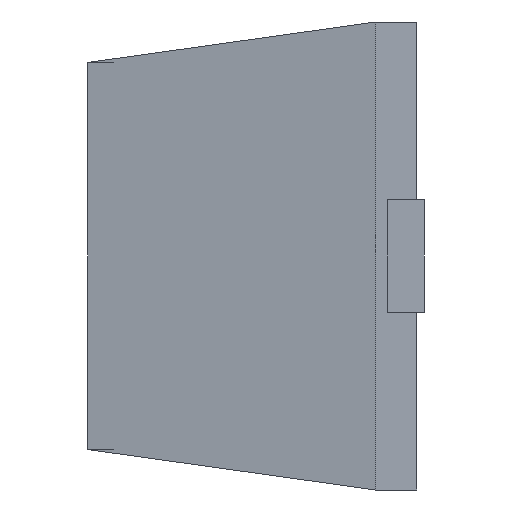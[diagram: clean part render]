
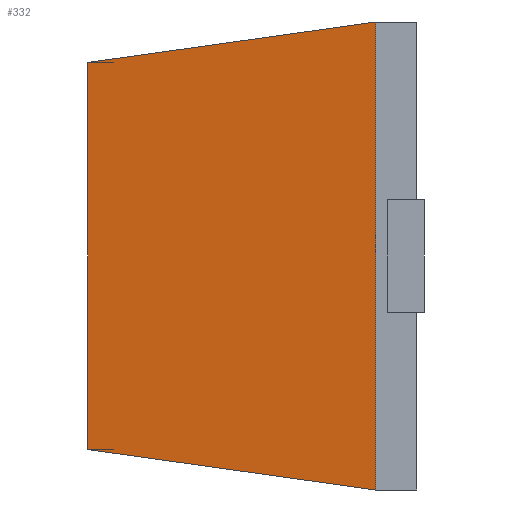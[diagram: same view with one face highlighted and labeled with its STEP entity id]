
A CAD part, left-side view. The second image highlights one B-rep face of the part: STEP entity #332.
In plain terms, the highlighted planar face has unit normal (-0.99, 0.139, 0).
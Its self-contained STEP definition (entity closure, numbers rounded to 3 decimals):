
#40 = VERTEX_POINT ( 'NONE', #145 ) ;
#91 = DIRECTION ( 'NONE',  ( -0.139, -0.99, 0. ) ) ;
#102 = CARTESIAN_POINT ( 'NONE',  ( -0.85, 0.13, 0.625 ) ) ;
#103 = ORIENTED_EDGE ( 'NONE', *, *, #728, .T. ) ;
#145 = CARTESIAN_POINT ( 'NONE',  ( -0.742, 0.9, 0.517 ) ) ;
#154 = CARTESIAN_POINT ( 'NONE',  ( -0.85, 0.13, 0.625 ) ) ;
#168 = DIRECTION ( 'NONE',  ( 0., 0., 1. ) ) ;
#185 = CARTESIAN_POINT ( 'NONE',  ( -0.85, 0.13, -0.625 ) ) ;
#202 = ORIENTED_EDGE ( 'NONE', *, *, #439, .T. ) ;
#238 = VECTOR ( 'NONE', #995, 1000. ) ;
#260 = CARTESIAN_POINT ( 'NONE',  ( -0.742, 0.9, -0.625 ) ) ;
#287 = DIRECTION ( 'NONE',  ( -0.138, -0.981, 0.138 ) ) ;
#325 = CARTESIAN_POINT ( 'NONE',  ( -0.85, 0.13, -0.625 ) ) ;
#331 = LINE ( 'NONE', #325, #238 ) ;
#332 = ADVANCED_FACE ( 'NONE', ( #363 ), #710, .T. ) ;
#347 = CARTESIAN_POINT ( 'NONE',  ( -0.85, 0.13, 0.625 ) ) ;
#363 = FACE_OUTER_BOUND ( 'NONE', #393, .T. ) ;
#376 = VERTEX_POINT ( 'NONE', #1178 ) ;
#393 = EDGE_LOOP ( 'NONE', ( #526, #202, #103, #801 ) ) ;
#439 = EDGE_CURVE ( 'NONE', #668, #376, #331, .T. ) ;
#497 = VECTOR ( 'NONE', #707, 1000. ) ;
#519 = LINE ( 'NONE', #260, #497 ) ;
#526 = ORIENTED_EDGE ( 'NONE', *, *, #712, .F. ) ;
#538 = DIRECTION ( 'NONE',  ( -0.99, 0.139, 0. ) ) ;
#554 = LINE ( 'NONE', #102, #860 ) ;
#604 = CARTESIAN_POINT ( 'NONE',  ( -0.742, 0.9, -0.517 ) ) ;
#668 = VERTEX_POINT ( 'NONE', #604 ) ;
#707 = DIRECTION ( 'NONE',  ( 0., 0., 1. ) ) ;
#710 = PLANE ( 'NONE',  #846 ) ;
#712 = EDGE_CURVE ( 'NONE', #668, #40, #519, .T. ) ;
#728 = EDGE_CURVE ( 'NONE', #376, #848, #1164, .T. ) ;
#801 = ORIENTED_EDGE ( 'NONE', *, *, #996, .F. ) ;
#846 = AXIS2_PLACEMENT_3D ( 'NONE', #185, #538, #91 ) ;
#848 = VERTEX_POINT ( 'NONE', #154 ) ;
#860 = VECTOR ( 'NONE', #287, 1000. ) ;
#962 = VECTOR ( 'NONE', #168, 1000. ) ;
#995 = DIRECTION ( 'NONE',  ( -0.138, -0.981, -0.138 ) ) ;
#996 = EDGE_CURVE ( 'NONE', #40, #848, #554, .T. ) ;
#1164 = LINE ( 'NONE', #347, #962 ) ;
#1178 = CARTESIAN_POINT ( 'NONE',  ( -0.85, 0.13, -0.625 ) ) ;
